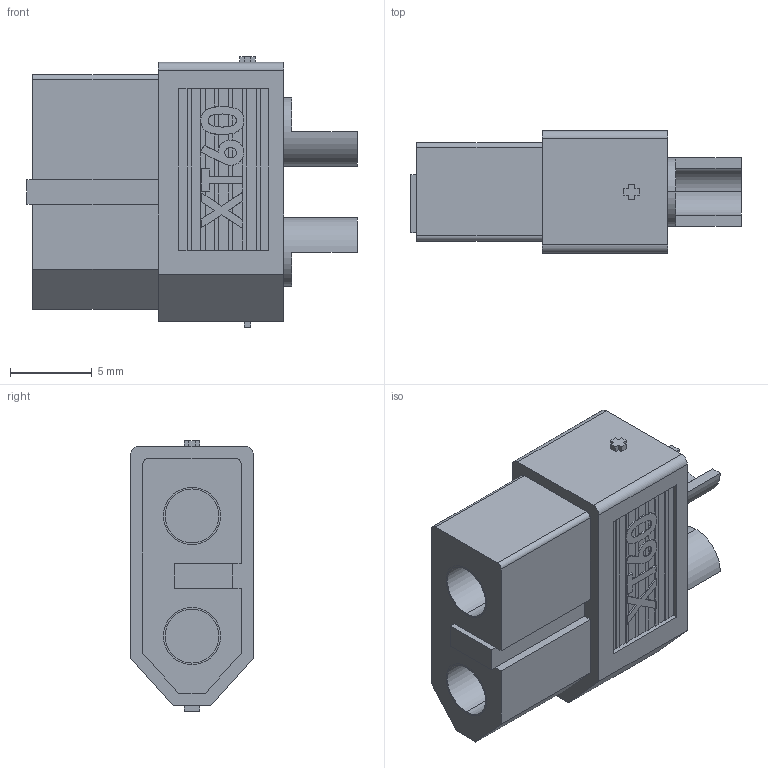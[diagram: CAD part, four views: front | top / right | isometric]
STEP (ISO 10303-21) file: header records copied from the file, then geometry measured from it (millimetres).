
FILE_DESCRIPTION (( 'STEP AP214' ), '1' );
FILE_NAME ('XT60-M.STEP', '2023-07-19T17:12:49', ( '' ), ( '' ), 'SwSTEP 2.0', 'SolidWorks 2022', '' );
FILE_SCHEMA (( 'AUTOMOTIVE_DESIGN' ));
Length unit declared in the file: millimetre
Products named in the file (1): XT60-M
Bounding box: 20.2 x 7.5 x 16.55 mm (x, y, z)
Volume: 1200.8 mm3; surface area: 2088.6 mm2
Topology: 3 solids, 4 shells, 391 faces, 1082 edges, 714 vertices
Faces by surface type: plane 319, bspline 40, cylinder 32
Entity records: 14480 total; most frequent: CARTESIAN_POINT 4754, ORIENTED_EDGE 2164, DIRECTION 1724, EDGE_CURVE 1082, VECTOR 868, LINE 868, VERTEX_POINT 714, AXIS2_PLACEMENT_3D 428
